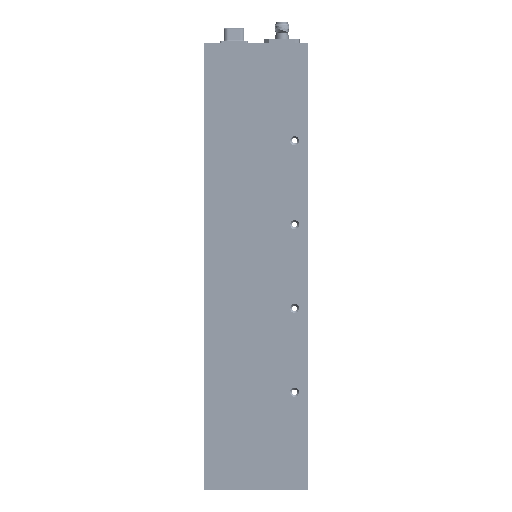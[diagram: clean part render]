
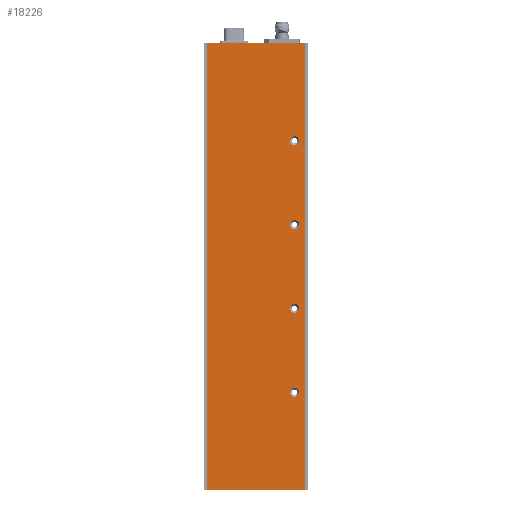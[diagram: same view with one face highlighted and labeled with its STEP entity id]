
A CAD part, left-side view. The second image highlights one B-rep face of the part: STEP entity #18226.
In plain terms, the highlighted planar face has unit normal (-1, 0, 0).
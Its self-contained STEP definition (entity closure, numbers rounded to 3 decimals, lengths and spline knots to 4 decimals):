
#4929=FACE_BOUND('',#6953,.T.);
#4930=FACE_BOUND('',#6954,.T.);
#4931=FACE_BOUND('',#6955,.T.);
#4932=FACE_BOUND('',#6956,.T.);
#5299=PLANE('',#19381);
#5775=FACE_OUTER_BOUND('',#6952,.T.);
#6952=EDGE_LOOP('',(#14707,#14708,#14709,#14710));
#6953=EDGE_LOOP('',(#14711));
#6954=EDGE_LOOP('',(#14712));
#6955=EDGE_LOOP('',(#14713));
#6956=EDGE_LOOP('',(#14714));
#7986=LINE('',#29619,#8824);
#8023=LINE('',#30759,#8861);
#8027=LINE('',#30844,#8865);
#8028=LINE('',#30846,#8866);
#8824=VECTOR('',#22241,1.75);
#8861=VECTOR('',#23088,8.);
#8865=VECTOR('',#23204,1.75);
#8866=VECTOR('',#23207,8.);
#9786=CIRCLE('',#19105,0.08);
#9789=CIRCLE('',#19111,0.08);
#9791=CIRCLE('',#19115,0.08);
#9866=CIRCLE('',#19269,0.08);
#10499=VERTEX_POINT('',#29615);
#10501=VERTEX_POINT('',#29618);
#10642=VERTEX_POINT('',#29975);
#10647=VERTEX_POINT('',#30040);
#10651=VERTEX_POINT('',#30124);
#10728=VERTEX_POINT('',#30564);
#10760=VERTEX_POINT('',#30757);
#10785=VERTEX_POINT('',#30842);
#12093=EDGE_CURVE('',#10499,#10501,#7986,.T.);
#12251=EDGE_CURVE('',#10642,#10642,#9786,.T.);
#12256=EDGE_CURVE('',#10647,#10647,#9789,.T.);
#12260=EDGE_CURVE('',#10651,#10651,#9791,.T.);
#12342=EDGE_CURVE('',#10728,#10728,#9866,.T.);
#12378=EDGE_CURVE('',#10760,#10499,#8023,.T.);
#12408=EDGE_CURVE('',#10760,#10785,#8027,.T.);
#12409=EDGE_CURVE('',#10501,#10785,#8028,.T.);
#14707=ORIENTED_EDGE('',*,*,#12378,.F.);
#14708=ORIENTED_EDGE('',*,*,#12408,.T.);
#14709=ORIENTED_EDGE('',*,*,#12409,.F.);
#14710=ORIENTED_EDGE('',*,*,#12093,.F.);
#14711=ORIENTED_EDGE('',*,*,#12251,.T.);
#14712=ORIENTED_EDGE('',*,*,#12256,.T.);
#14713=ORIENTED_EDGE('',*,*,#12260,.T.);
#14714=ORIENTED_EDGE('',*,*,#12342,.T.);
#18226=ADVANCED_FACE('',(#5775,#4929,#4930,#4931,#4932),#5299,.T.);
#19105=AXIS2_PLACEMENT_3D('',#29976,#22642,#22643);
#19111=AXIS2_PLACEMENT_3D('',#30041,#22654,#22655);
#19115=AXIS2_PLACEMENT_3D('',#30125,#22662,#22663);
#19269=AXIS2_PLACEMENT_3D('',#30565,#22970,#22971);
#19381=AXIS2_PLACEMENT_3D('',#30845,#23205,#23206);
#22241=DIRECTION('',(0.,1.,0.));
#22642=DIRECTION('center_axis',(1.,0.,0.));
#22643=DIRECTION('ref_axis',(0.,0.,1.));
#22654=DIRECTION('center_axis',(1.,0.,0.));
#22655=DIRECTION('ref_axis',(0.,0.,1.));
#22662=DIRECTION('center_axis',(1.,0.,0.));
#22663=DIRECTION('ref_axis',(0.,0.,1.));
#22970=DIRECTION('center_axis',(1.,0.,0.));
#22971=DIRECTION('ref_axis',(0.,0.,1.));
#23088=DIRECTION('',(0.,0.,-1.));
#23204=DIRECTION('',(0.,1.,0.));
#23205=DIRECTION('center_axis',(-1.,0.,0.));
#23206=DIRECTION('ref_axis',(0.,0.,1.));
#23207=DIRECTION('',(0.,0.,1.));
#29615=CARTESIAN_POINT('',(-7.4364,0.,-10.8041));
#29618=CARTESIAN_POINT('',(-7.4364,1.75,-10.8041));
#29619=CARTESIAN_POINT('',(-7.4364,0.,-10.8041));
#29975=CARTESIAN_POINT('',(-7.4364,0.185,-8.9741));
#29976=CARTESIAN_POINT('Origin',(-7.4364,0.185,-9.0541));
#30040=CARTESIAN_POINT('',(-7.4364,0.185,-7.4741));
#30041=CARTESIAN_POINT('Origin',(-7.4364,0.185,-7.5541));
#30124=CARTESIAN_POINT('',(-7.4364,0.185,-5.9741));
#30125=CARTESIAN_POINT('Origin',(-7.4364,0.185,-6.0541));
#30564=CARTESIAN_POINT('',(-7.4364,0.185,-4.4741));
#30565=CARTESIAN_POINT('Origin',(-7.4364,0.185,-4.5541));
#30757=CARTESIAN_POINT('',(-7.4364,0.,-2.8041));
#30759=CARTESIAN_POINT('',(-7.4364,0.,-2.8041));
#30842=CARTESIAN_POINT('',(-7.4364,1.75,-2.8041));
#30844=CARTESIAN_POINT('',(-7.4364,0.,-2.8041));
#30845=CARTESIAN_POINT('Origin',(-7.4364,0.,-10.8041));
#30846=CARTESIAN_POINT('',(-7.4364,1.75,-2.8041));
